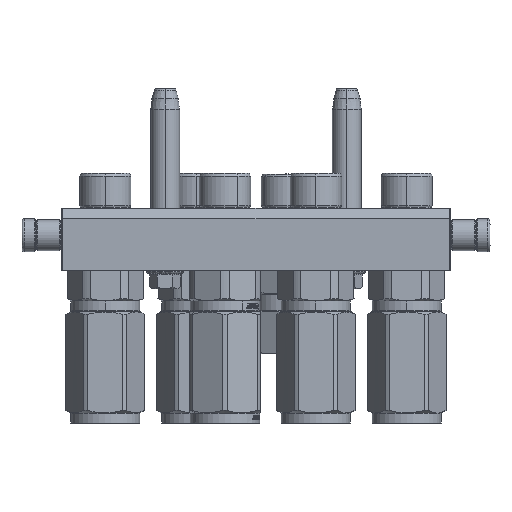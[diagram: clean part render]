
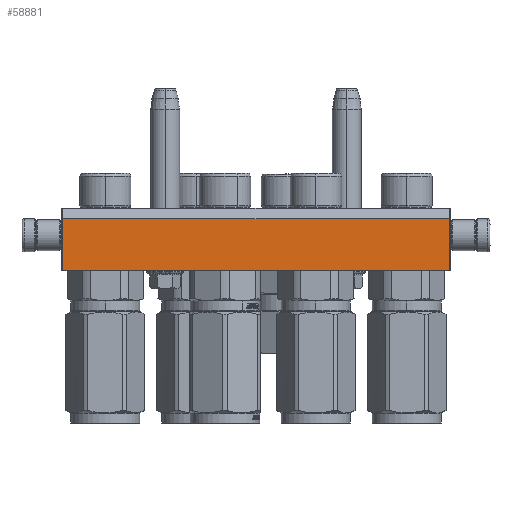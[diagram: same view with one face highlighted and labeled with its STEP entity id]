
A CAD part, left-side view. The second image highlights one B-rep face of the part: STEP entity #58881.
In plain terms, the highlighted face is planar.
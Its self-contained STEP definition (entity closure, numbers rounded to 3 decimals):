
#455 = EDGE_LOOP ( 'NONE', ( #26080, #62317, #29840, #23102 ) ) ;
#6056 = EDGE_CURVE ( 'NONE', #37207, #23444, #16776, .T. ) ;
#6608 = VERTEX_POINT ( 'NONE', #7077 ) ;
#6723 = DIRECTION ( 'NONE',  ( 1., 0., 0. ) ) ;
#7077 = CARTESIAN_POINT ( 'NONE',  ( 93.5, -10., -45. ) ) ;
#7195 = VECTOR ( 'NONE', #6723, 1000. ) ;
#14679 = DIRECTION ( 'NONE',  ( 0., 1., 0. ) ) ;
#16731 = VECTOR ( 'NONE', #14679, 1000. ) ;
#16776 = LINE ( 'NONE', #34164, #62230 ) ;
#18244 = CARTESIAN_POINT ( 'NONE',  ( 93.5, 15., -45. ) ) ;
#21465 = LINE ( 'NONE', #24259, #24692 ) ;
#23102 = ORIENTED_EDGE ( 'NONE', *, *, #60946, .T. ) ;
#23444 = VERTEX_POINT ( 'NONE', #25131 ) ;
#24259 = CARTESIAN_POINT ( 'NONE',  ( 93.5, -10., -45. ) ) ;
#24330 = DIRECTION ( 'NONE',  ( -1., 0., 0. ) ) ;
#24692 = VECTOR ( 'NONE', #44900, 1000. ) ;
#25002 = VERTEX_POINT ( 'NONE', #32802 ) ;
#25087 = EDGE_CURVE ( 'NONE', #25002, #6608, #29146, .T. ) ;
#25131 = CARTESIAN_POINT ( 'NONE',  ( -93.5, 15., -45. ) ) ;
#26080 = ORIENTED_EDGE ( 'NONE', *, *, #6056, .F. ) ;
#29146 = LINE ( 'NONE', #52985, #7195 ) ;
#29840 = ORIENTED_EDGE ( 'NONE', *, *, #25087, .F. ) ;
#32128 = LINE ( 'NONE', #35132, #16731 ) ;
#32802 = CARTESIAN_POINT ( 'NONE',  ( -93.5, -10., -45. ) ) ;
#34164 = CARTESIAN_POINT ( 'NONE',  ( 93.5, 15., -45. ) ) ;
#35132 = CARTESIAN_POINT ( 'NONE',  ( -93.5, -10., -45. ) ) ;
#37207 = VERTEX_POINT ( 'NONE', #18244 ) ;
#40013 = CARTESIAN_POINT ( 'NONE',  ( 94., -15., -45. ) ) ;
#40549 = AXIS2_PLACEMENT_3D ( 'NONE', #40013, #45636, #24330 ) ;
#44900 = DIRECTION ( 'NONE',  ( 0., 1., 0. ) ) ;
#45636 = DIRECTION ( 'NONE',  ( 0., 0., -1. ) ) ;
#51029 = PLANE ( 'NONE',  #40549 ) ;
#52985 = CARTESIAN_POINT ( 'NONE',  ( -93.5, -10., -45. ) ) ;
#56605 = EDGE_CURVE ( 'NONE', #6608, #37207, #21465, .T. ) ;
#58881 = ADVANCED_FACE ( 'NONE', ( #62478 ), #51029, .T. ) ;
#59574 = DIRECTION ( 'NONE',  ( -1., 0., 0. ) ) ;
#60946 = EDGE_CURVE ( 'NONE', #25002, #23444, #32128, .T. ) ;
#62230 = VECTOR ( 'NONE', #59574, 1000. ) ;
#62317 = ORIENTED_EDGE ( 'NONE', *, *, #56605, .F. ) ;
#62478 = FACE_OUTER_BOUND ( 'NONE', #455, .T. ) ;
